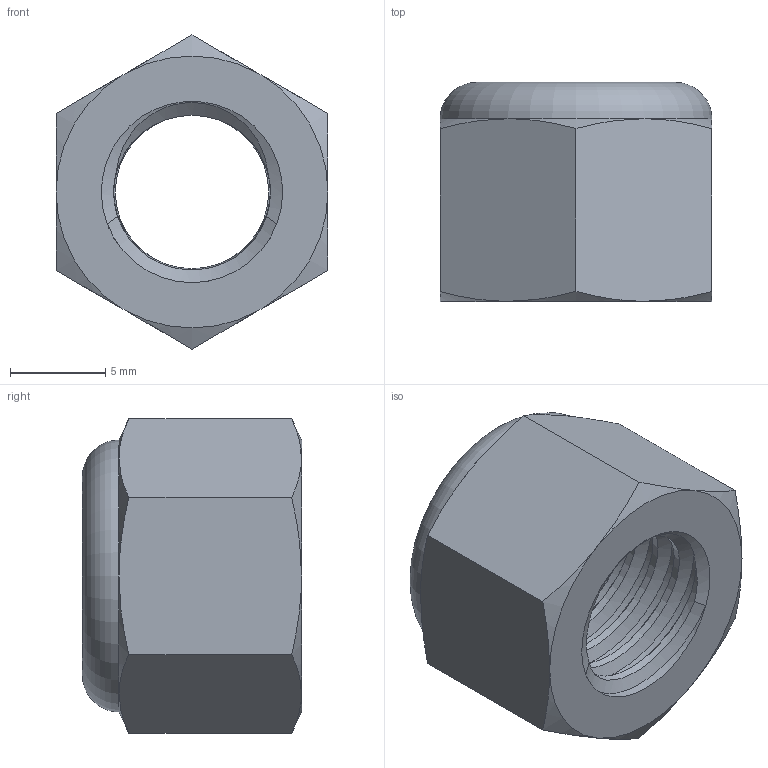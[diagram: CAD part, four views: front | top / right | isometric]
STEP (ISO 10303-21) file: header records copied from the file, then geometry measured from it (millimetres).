
FILE_DESCRIPTION(/* description */ (''),/* implementation_level */ '2;1');
FILE_NAME(/* name */ '3-8-16 NyLock Nut - Mcm 95615A140_95615A140.ipt.step',/* time_stamp */ '2015-01-02T19:11:48-08:00',/* author */ ('Philip'),/* organization */ (''),/* preprocessor_version */ 'ST-DEVELOPER v15.6',/* originating_system */ 'Autodesk Inventor 2015',/* authorisation */ '');
FILE_SCHEMA (('AUTOMOTIVE_DESIGN { 1 0 10303 214 3 1 1 }'));
Length unit declared in the file: inch
Products named in the file (1): 3-8-16 NyLock Nut - Mcm 95615A140_95615A140
Bounding box: 14.29 x 11.51 x 16.5 mm (x, y, z)
Volume: 1253.3 mm3; surface area: 1619.4 mm2
Topology: 2 solids, 2 shells, 68 faces, 158 edges, 96 vertices
Faces by surface type: cone 33, cylinder 20, plane 12, torus 3
Full cylindrical faces by diameter (mm): 8.058 x1, 8.236 x5, 9.525 x5
Entity records: 2123 total; most frequent: CARTESIAN_POINT 821, DIRECTION 262, ORIENTED_EDGE 240, AXIS2_PLACEMENT_3D 128, EDGE_CURVE 120, EDGE_LOOP 99, VERTEX_POINT 83, FACE_OUTER_BOUND 68
